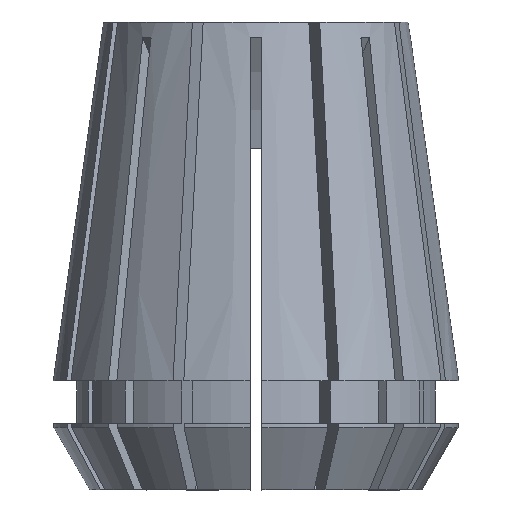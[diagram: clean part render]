
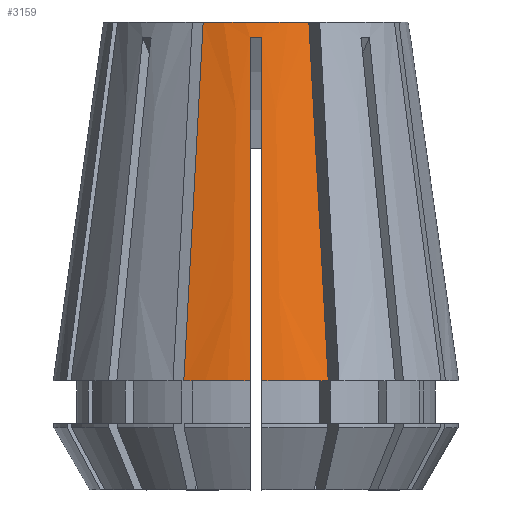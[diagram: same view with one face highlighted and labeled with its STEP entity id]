
A CAD part, front view. The second image highlights one B-rep face of the part: STEP entity #3159.
In plain terms, the highlighted conical face has half-angle 8 degrees and reference radius 25.998 mm.
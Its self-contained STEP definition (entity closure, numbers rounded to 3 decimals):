
#62 = VERTEX_POINT ( 'NONE', #2539 ) ;
#78 = VERTEX_POINT ( 'NONE', #870 ) ;
#112 = EDGE_CURVE ( 'NONE', #1549, #1308, #5325, .T. ) ;
#163 = ORIENTED_EDGE ( 'NONE', *, *, #5318, .T. ) ;
#251 = VERTEX_POINT ( 'NONE', #1554 ) ;
#256 = CARTESIAN_POINT ( 'NONE',  ( 0.75, -19.802, -2.017 ) ) ;
#401 = CARTESIAN_POINT ( 'NONE',  ( -0.75, -23.926, -31.339 ) ) ;
#525 = CARTESIAN_POINT ( 'NONE',  ( -0.25, -19.818, -1.994 ) ) ;
#722 = AXIS2_PLACEMENT_3D ( 'NONE', #1165, #4615, #4153 ) ;
#732 = EDGE_CURVE ( 'NONE', #5438, #744, #4019, .T. ) ;
#744 = VERTEX_POINT ( 'NONE', #3165 ) ;
#782 = B_SPLINE_CURVE_WITH_KNOTS ( 'NONE', 3,
 ( #2107, #1221, #1651, #3391 ),
 .UNSPECIFIED., .F., .F.,
 ( 4, 4 ),
 ( 0., 0.046 ),
 .UNSPECIFIED. ) ;
#783 = VERTEX_POINT ( 'NONE', #1397 ) ;
#841 = EDGE_CURVE ( 'NONE', #62, #78, #2822, .T. ) ;
#870 = CARTESIAN_POINT ( 'NONE',  ( 6.777, -18.32, 0. ) ) ;
#923 = ORIENTED_EDGE ( 'NONE', *, *, #112, .F. ) ;
#952 = CARTESIAN_POINT ( 'NONE',  ( 0.75, -19.802, -2.017 ) ) ;
#972 = CARTESIAN_POINT ( 'NONE',  ( 0.75, -25.987, -46. ) ) ;
#1131 = CARTESIAN_POINT ( 'NONE',  ( 8.427, -22.304, -30.667 ) ) ;
#1165 = CARTESIAN_POINT ( 'NONE',  ( 0., 0., -46. ) ) ;
#1221 = CARTESIAN_POINT ( 'NONE',  ( -8.427, -22.304, -30.667 ) ) ;
#1232 = CARTESIAN_POINT ( 'NONE',  ( -0.75, -25.987, -46. ) ) ;
#1277 = EDGE_LOOP ( 'NONE', ( #1476, #4817, #1465, #3762, #923, #163, #2639, #2564 ) ) ;
#1308 = VERTEX_POINT ( 'NONE', #2954 ) ;
#1312 = AXIS2_PLACEMENT_3D ( 'NONE', #4359, #3494, #3922 ) ;
#1397 = CARTESIAN_POINT ( 'NONE',  ( -0.75, -19.802, -2.017 ) ) ;
#1465 = ORIENTED_EDGE ( 'NONE', *, *, #3866, .T. ) ;
#1476 = ORIENTED_EDGE ( 'NONE', *, *, #5469, .F. ) ;
#1488 = CARTESIAN_POINT ( 'NONE',  ( 9.252, -24.296, -46. ) ) ;
#1547 = CARTESIAN_POINT ( 'NONE',  ( 6.777, -18.32, 0. ) ) ;
#1549 = VERTEX_POINT ( 'NONE', #972 ) ;
#1554 = CARTESIAN_POINT ( 'NONE',  ( 9.252, -24.296, -46. ) ) ;
#1651 = CARTESIAN_POINT ( 'NONE',  ( -7.602, -20.312, -15.333 ) ) ;
#2085 = B_SPLINE_CURVE_WITH_KNOTS ( 'NONE', 3,
 ( #1232, #401, #4231, #5050 ),
 .UNSPECIFIED., .F., .F.,
 ( 4, 4 ),
 ( 0.037, 0.082 ),
 .UNSPECIFIED. ) ;
#2107 = CARTESIAN_POINT ( 'NONE',  ( -9.252, -24.296, -46. ) ) ;
#2365 = CARTESIAN_POINT ( 'NONE',  ( 0.75, -21.864, -16.678 ) ) ;
#2539 = CARTESIAN_POINT ( 'NONE',  ( -6.777, -18.32, 0. ) ) ;
#2564 = ORIENTED_EDGE ( 'NONE', *, *, #841, .F. ) ;
#2639 = ORIENTED_EDGE ( 'NONE', *, *, #2689, .T. ) ;
#2644 = CIRCLE ( 'NONE', #722, 25.998 ) ;
#2676 = DIRECTION ( 'NONE',  ( 1., 0., 0. ) ) ;
#2689 = EDGE_CURVE ( 'NONE', #251, #78, #3933, .T. ) ;
#2795 = CARTESIAN_POINT ( 'NONE',  ( 7.602, -20.312, -15.333 ) ) ;
#2822 = CIRCLE ( 'NONE', #5204, 19.533 ) ;
#2954 = CARTESIAN_POINT ( 'NONE',  ( 0.75, -19.802, -2.017 ) ) ;
#3159 = ADVANCED_FACE ( 'NONE', ( #5321 ), #5457, .T. ) ;
#3165 = CARTESIAN_POINT ( 'NONE',  ( -0.75, -25.987, -46. ) ) ;
#3196 = EDGE_CURVE ( 'NONE', #783, #1308, #5288, .T. ) ;
#3391 = CARTESIAN_POINT ( 'NONE',  ( -6.777, -18.32, 0. ) ) ;
#3494 = DIRECTION ( 'NONE',  ( 0., 0., 1. ) ) ;
#3762 = ORIENTED_EDGE ( 'NONE', *, *, #3196, .T. ) ;
#3866 = EDGE_CURVE ( 'NONE', #744, #783, #2085, .T. ) ;
#3906 = AXIS2_PLACEMENT_3D ( 'NONE', #5157, #5169, #4717 ) ;
#3922 = DIRECTION ( 'NONE',  ( 1., 0., 0. ) ) ;
#3933 = B_SPLINE_CURVE_WITH_KNOTS ( 'NONE', 3,
 ( #1488, #1131, #2795, #1547 ),
 .UNSPECIFIED., .F., .F.,
 ( 4, 4 ),
 ( 0., 0.046 ),
 .UNSPECIFIED. ) ;
#4019 = CIRCLE ( 'NONE', #1312, 25.998 ) ;
#4153 = DIRECTION ( 'NONE',  ( 1., 0., 0. ) ) ;
#4231 = CARTESIAN_POINT ( 'NONE',  ( -0.75, -21.864, -16.678 ) ) ;
#4301 = CARTESIAN_POINT ( 'NONE',  ( -0.75, -19.802, -2.017 ) ) ;
#4359 = CARTESIAN_POINT ( 'NONE',  ( 0., 0., -46. ) ) ;
#4523 = CARTESIAN_POINT ( 'NONE',  ( 0.75, -25.987, -46. ) ) ;
#4615 = DIRECTION ( 'NONE',  ( 0., 0., 1. ) ) ;
#4665 = CARTESIAN_POINT ( 'NONE',  ( -9.252, -24.296, -46. ) ) ;
#4717 = DIRECTION ( 'NONE',  ( -1., 0., 0. ) ) ;
#4808 = CARTESIAN_POINT ( 'NONE',  ( 0., 0., 0. ) ) ;
#4817 = ORIENTED_EDGE ( 'NONE', *, *, #732, .T. ) ;
#4939 = CARTESIAN_POINT ( 'NONE',  ( 0.75, -23.926, -31.339 ) ) ;
#5050 = CARTESIAN_POINT ( 'NONE',  ( -0.75, -19.802, -2.017 ) ) ;
#5141 = CARTESIAN_POINT ( 'NONE',  ( 0.25, -19.818, -1.994 ) ) ;
#5157 = CARTESIAN_POINT ( 'NONE',  ( 0., 0., -46. ) ) ;
#5169 = DIRECTION ( 'NONE',  ( 0., 0., -1. ) ) ;
#5204 = AXIS2_PLACEMENT_3D ( 'NONE', #4808, #5244, #2676 ) ;
#5244 = DIRECTION ( 'NONE',  ( 0., 0., 1. ) ) ;
#5288 = B_SPLINE_CURVE_WITH_KNOTS ( 'NONE', 3,
 ( #4301, #525, #5141, #952 ),
 .UNSPECIFIED., .F., .F.,
 ( 4, 4 ),
 ( 0., 0.002 ),
 .UNSPECIFIED. ) ;
#5318 = EDGE_CURVE ( 'NONE', #1549, #251, #2644, .T. ) ;
#5321 = FACE_OUTER_BOUND ( 'NONE', #1277, .T. ) ;
#5325 = B_SPLINE_CURVE_WITH_KNOTS ( 'NONE', 3,
 ( #4523, #4939, #2365, #256 ),
 .UNSPECIFIED., .F., .F.,
 ( 4, 4 ),
 ( 0.037, 0.082 ),
 .UNSPECIFIED. ) ;
#5438 = VERTEX_POINT ( 'NONE', #4665 ) ;
#5457 = CONICAL_SURFACE ( 'NONE', #3906, 25.998, 0.14 ) ;
#5469 = EDGE_CURVE ( 'NONE', #5438, #62, #782, .T. ) ;
